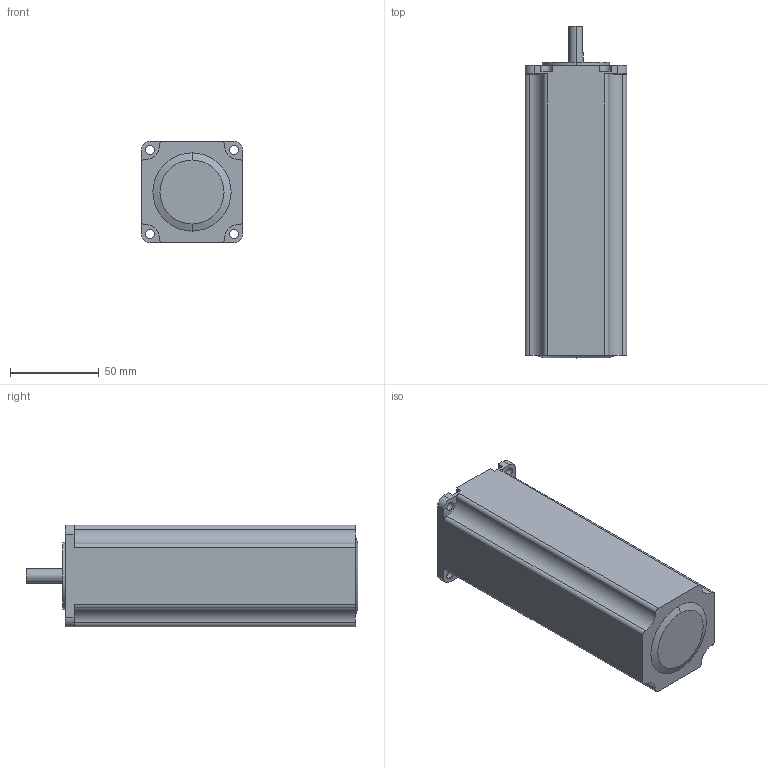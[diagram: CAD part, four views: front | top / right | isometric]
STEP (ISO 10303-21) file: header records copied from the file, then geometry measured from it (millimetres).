
FILE_DESCRIPTION (( 'STEP AP214' ), '1' );
FILE_NAME ('57A3ED-Z2（57HSM102D-D0822-BZ）.STEP', '2020-06-05T02:59:58', ( 'wimxt.com' ), ( 'wimxt.com' ), 'SwSTEP 2.0', 'SolidWorks 2014', '' );
FILE_SCHEMA (( 'AUTOMOTIVE_DESIGN' ));
Length unit declared in the file: millimetre
Products named in the file (1): 57A3ED-Z2（57HSM102D-D0822-BZ）
Bounding box: 57 x 186.5 x 57 mm (x, y, z)
Volume: 472115.9 mm3; surface area: 44366.8 mm2
Topology: 1 solids, 1 shells, 81 faces, 210 edges, 140 vertices
Faces by surface type: cylinder 46, plane 33, cone 2
Entity records: 2572 total; most frequent: DIRECTION 472, CARTESIAN_POINT 432, ORIENTED_EDGE 420, EDGE_CURVE 210, AXIS2_PLACEMENT_3D 180, VERTEX_POINT 140, VECTOR 112, LINE 112
